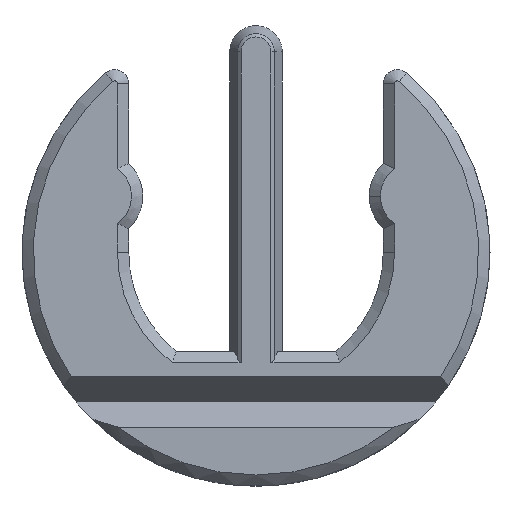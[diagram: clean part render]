
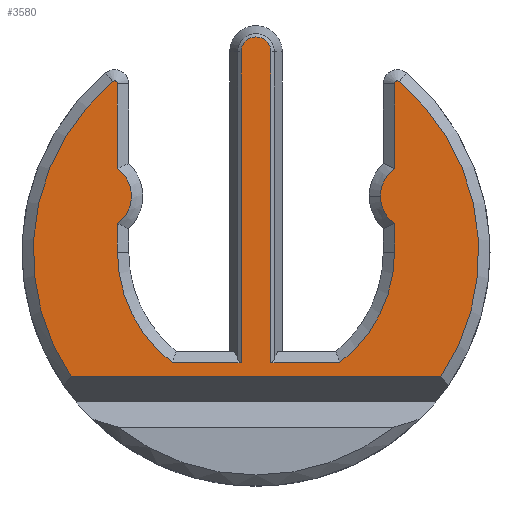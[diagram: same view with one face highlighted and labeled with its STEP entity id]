
A CAD part, left-side view. The second image highlights one B-rep face of the part: STEP entity #3580.
In plain terms, the highlighted planar face has unit normal (-1, 0, 0).
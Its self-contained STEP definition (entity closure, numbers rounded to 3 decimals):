
#304 = VERTEX_POINT('',#305);
#305 = CARTESIAN_POINT('',(-0.7,0.4,-2.95));
#314 = VERTEX_POINT('',#315);
#315 = CARTESIAN_POINT('',(-0.7,2.233,-2.95));
#322 = EDGE_CURVE('',#304,#314,#323,.T.);
#323 = LINE('',#324,#325);
#324 = CARTESIAN_POINT('',(-0.7,0.7,-2.95));
#325 = VECTOR('',#326,1.);
#326 = DIRECTION('',(0.,1.,0.));
#3435 = VERTEX_POINT('',#3436);
#3436 = CARTESIAN_POINT('',(-0.7,-0.4,-2.95));
#3445 = VERTEX_POINT('',#3446);
#3446 = CARTESIAN_POINT('',(-0.7,-2.233,-2.95));
#3453 = EDGE_CURVE('',#3435,#3445,#3454,.T.);
#3454 = LINE('',#3455,#3456);
#3455 = CARTESIAN_POINT('',(-0.7,-0.7,-2.95));
#3456 = VECTOR('',#3457,1.);
#3457 = DIRECTION('',(0.,-1.,0.));
#3529 = VERTEX_POINT('',#3530);
#3530 = CARTESIAN_POINT('',(-0.7,0.4,5.35));
#3536 = EDGE_CURVE('',#304,#3529,#3537,.T.);
#3537 = LINE('',#3538,#3539);
#3538 = CARTESIAN_POINT('',(-0.7,0.4,-2.65));
#3539 = VECTOR('',#3540,1.);
#3540 = DIRECTION('',(0.,0.,1.));
#3580 = ADVANCED_FACE('',(#3581),#3720,.T.);
#3581 = FACE_BOUND('',#3582,.T.);
#3582 = EDGE_LOOP('',(#3583,#3593,#3602,#3611,#3619,#3626,#3627,#3635,
    #3642,#3643,#3644,#3653,#3661,#3670,#3678,#3687,#3696,#3704,#3713));
#3583 = ORIENTED_EDGE('',*,*,#3584,.F.);
#3584 = EDGE_CURVE('',#3585,#3587,#3589,.T.);
#3585 = VERTEX_POINT('',#3586);
#3586 = CARTESIAN_POINT('',(-0.7,-3.7,2.231));
#3587 = VERTEX_POINT('',#3588);
#3588 = CARTESIAN_POINT('',(-0.7,-3.7,4.5));
#3589 = LINE('',#3590,#3591);
#3590 = CARTESIAN_POINT('',(-0.7,-3.7,2.371));
#3591 = VECTOR('',#3592,1.);
#3592 = DIRECTION('',(0.,0.,1.));
#3593 = ORIENTED_EDGE('',*,*,#3594,.F.);
#3594 = EDGE_CURVE('',#3595,#3585,#3597,.T.);
#3595 = VERTEX_POINT('',#3596);
#3596 = CARTESIAN_POINT('',(-0.7,-3.325,1.5));
#3597 = CIRCLE('',#3598,0.9);
#3598 = AXIS2_PLACEMENT_3D('',#3599,#3600,#3601);
#3599 = CARTESIAN_POINT('',(-0.7,-4.225,1.5));
#3600 = DIRECTION('',(1.,0.,0.));
#3601 = DIRECTION('',(0.,1.,0.));
#3602 = ORIENTED_EDGE('',*,*,#3603,.F.);
#3603 = EDGE_CURVE('',#3604,#3595,#3606,.T.);
#3604 = VERTEX_POINT('',#3605);
#3605 = CARTESIAN_POINT('',(-0.7,-3.7,0.769));
#3606 = CIRCLE('',#3607,0.9);
#3607 = AXIS2_PLACEMENT_3D('',#3608,#3609,#3610);
#3608 = CARTESIAN_POINT('',(-0.7,-4.225,1.5));
#3609 = DIRECTION('',(1.,0.,0.));
#3610 = DIRECTION('',(0.,0.688,-0.726));
#3611 = ORIENTED_EDGE('',*,*,#3612,.T.);
#3612 = EDGE_CURVE('',#3604,#3613,#3615,.T.);
#3613 = VERTEX_POINT('',#3614);
#3614 = CARTESIAN_POINT('',(-0.7,-3.7,0.));
#3615 = LINE('',#3616,#3617);
#3616 = CARTESIAN_POINT('',(-0.7,-3.7,0.629));
#3617 = VECTOR('',#3618,1.);
#3618 = DIRECTION('',(0.,0.,-1.));
#3619 = ORIENTED_EDGE('',*,*,#3620,.T.);
#3620 = EDGE_CURVE('',#3613,#3445,#3621,.T.);
#3621 = CIRCLE('',#3622,3.7);
#3622 = AXIS2_PLACEMENT_3D('',#3623,#3624,#3625);
#3623 = CARTESIAN_POINT('',(-0.7,0.,0.));
#3624 = DIRECTION('',(1.,0.,0.));
#3625 = DIRECTION('',(0.,-1.,0.));
#3626 = ORIENTED_EDGE('',*,*,#3453,.F.);
#3627 = ORIENTED_EDGE('',*,*,#3628,.F.);
#3628 = EDGE_CURVE('',#3629,#3435,#3631,.T.);
#3629 = VERTEX_POINT('',#3630);
#3630 = CARTESIAN_POINT('',(-0.7,-0.4,5.35));
#3631 = LINE('',#3632,#3633);
#3632 = CARTESIAN_POINT('',(-0.7,-0.4,5.35));
#3633 = VECTOR('',#3634,1.);
#3634 = DIRECTION('',(0.,0.,-1.));
#3635 = ORIENTED_EDGE('',*,*,#3636,.F.);
#3636 = EDGE_CURVE('',#3529,#3629,#3637,.T.);
#3637 = CIRCLE('',#3638,0.4);
#3638 = AXIS2_PLACEMENT_3D('',#3639,#3640,#3641);
#3639 = CARTESIAN_POINT('',(-0.7,0.,5.35));
#3640 = DIRECTION('',(1.,0.,0.));
#3641 = DIRECTION('',(0.,1.,0.));
#3642 = ORIENTED_EDGE('',*,*,#3536,.F.);
#3643 = ORIENTED_EDGE('',*,*,#322,.T.);
#3644 = ORIENTED_EDGE('',*,*,#3645,.T.);
#3645 = EDGE_CURVE('',#314,#3646,#3648,.T.);
#3646 = VERTEX_POINT('',#3647);
#3647 = CARTESIAN_POINT('',(-0.7,3.7,0.));
#3648 = CIRCLE('',#3649,3.7);
#3649 = AXIS2_PLACEMENT_3D('',#3650,#3651,#3652);
#3650 = CARTESIAN_POINT('',(-0.7,0.,0.));
#3651 = DIRECTION('',(1.,0.,0.));
#3652 = DIRECTION('',(0.,0.627,-0.779)
  );
#3653 = ORIENTED_EDGE('',*,*,#3654,.T.);
#3654 = EDGE_CURVE('',#3646,#3655,#3657,.T.);
#3655 = VERTEX_POINT('',#3656);
#3656 = CARTESIAN_POINT('',(-0.7,3.7,0.769));
#3657 = LINE('',#3658,#3659);
#3658 = CARTESIAN_POINT('',(-0.7,3.7,0.));
#3659 = VECTOR('',#3660,1.);
#3660 = DIRECTION('',(0.,0.,1.));
#3661 = ORIENTED_EDGE('',*,*,#3662,.F.);
#3662 = EDGE_CURVE('',#3663,#3655,#3665,.T.);
#3663 = VERTEX_POINT('',#3664);
#3664 = CARTESIAN_POINT('',(-0.7,3.7,2.231));
#3665 = CIRCLE('',#3666,0.9);
#3666 = AXIS2_PLACEMENT_3D('',#3667,#3668,#3669);
#3667 = CARTESIAN_POINT('',(-0.7,4.225,1.5));
#3668 = DIRECTION('',(1.,0.,0.));
#3669 = DIRECTION('',(0.,-0.688,0.726));
#3670 = ORIENTED_EDGE('',*,*,#3671,.F.);
#3671 = EDGE_CURVE('',#3672,#3663,#3674,.T.);
#3672 = VERTEX_POINT('',#3673);
#3673 = CARTESIAN_POINT('',(-0.7,3.7,4.5));
#3674 = LINE('',#3675,#3676);
#3675 = CARTESIAN_POINT('',(-0.7,3.7,4.5));
#3676 = VECTOR('',#3677,1.);
#3677 = DIRECTION('',(0.,0.,-1.));
#3678 = ORIENTED_EDGE('',*,*,#3679,.F.);
#3679 = EDGE_CURVE('',#3680,#3672,#3682,.T.);
#3680 = VERTEX_POINT('',#3681);
#3681 = CARTESIAN_POINT('',(-0.7,3.824,4.558));
#3682 = CIRCLE('',#3683,0.076);
#3683 = AXIS2_PLACEMENT_3D('',#3684,#3685,#3686);
#3684 = CARTESIAN_POINT('',(-0.7,3.776,4.5));
#3685 = DIRECTION('',(1.,0.,0.));
#3686 = DIRECTION('',(0.,0.643,0.766)
  );
#3687 = ORIENTED_EDGE('',*,*,#3688,.F.);
#3688 = EDGE_CURVE('',#3689,#3680,#3691,.T.);
#3689 = VERTEX_POINT('',#3690);
#3690 = CARTESIAN_POINT('',(-0.7,4.934,-3.325));
#3691 = CIRCLE('',#3692,5.95);
#3692 = AXIS2_PLACEMENT_3D('',#3693,#3694,#3695);
#3693 = CARTESIAN_POINT('',(-0.7,0.,0.));
#3694 = DIRECTION('',(1.,0.,0.));
#3695 = DIRECTION('',(0.,-0.643,0.766
    ));
#3696 = ORIENTED_EDGE('',*,*,#3697,.T.);
#3697 = EDGE_CURVE('',#3689,#3698,#3700,.T.);
#3698 = VERTEX_POINT('',#3699);
#3699 = CARTESIAN_POINT('',(-0.7,-4.934,-3.325));
#3700 = LINE('',#3701,#3702);
#3701 = CARTESIAN_POINT('',(-0.7,-8.986,-3.325));
#3702 = VECTOR('',#3703,1.);
#3703 = DIRECTION('',(0.,-1.,0.));
#3704 = ORIENTED_EDGE('',*,*,#3705,.F.);
#3705 = EDGE_CURVE('',#3706,#3698,#3708,.T.);
#3706 = VERTEX_POINT('',#3707);
#3707 = CARTESIAN_POINT('',(-0.7,-3.824,4.558));
#3708 = CIRCLE('',#3709,5.95);
#3709 = AXIS2_PLACEMENT_3D('',#3710,#3711,#3712);
#3710 = CARTESIAN_POINT('',(-0.7,0.,0.));
#3711 = DIRECTION('',(1.,0.,0.));
#3712 = DIRECTION('',(0.,-0.643,0.766
    ));
#3713 = ORIENTED_EDGE('',*,*,#3714,.F.);
#3714 = EDGE_CURVE('',#3587,#3706,#3715,.T.);
#3715 = CIRCLE('',#3716,0.076);
#3716 = AXIS2_PLACEMENT_3D('',#3717,#3718,#3719);
#3717 = CARTESIAN_POINT('',(-0.7,-3.776,4.5));
#3718 = DIRECTION('',(1.,0.,0.));
#3719 = DIRECTION('',(0.,1.,0.));
#3720 = PLANE('',#3721);
#3721 = AXIS2_PLACEMENT_3D('',#3722,#3723,#3724);
#3722 = CARTESIAN_POINT('',(-0.7,0.,0.181));
#3723 = DIRECTION('',(-1.,0.,0.));
#3724 = DIRECTION('',(0.,0.,-1.));
